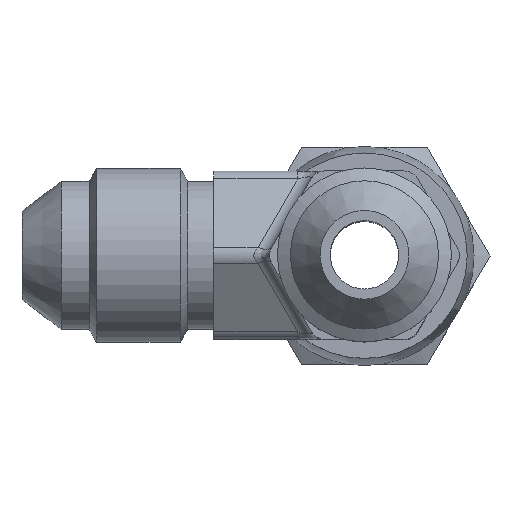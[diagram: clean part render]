
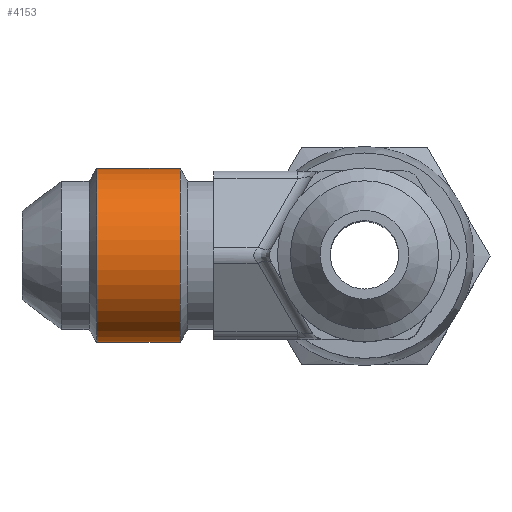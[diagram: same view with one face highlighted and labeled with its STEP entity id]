
A CAD part, top view. The second image highlights one B-rep face of the part: STEP entity #4153.
In plain terms, the highlighted cylindrical face has radius 6.35 mm (diameter 12.7 mm), a full revolution.
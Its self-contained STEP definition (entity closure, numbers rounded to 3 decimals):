
#98=CYLINDRICAL_SURFACE('',#4469,6.35);
#152=CIRCLE('',#4468,6.35);
#153=CIRCLE('',#4470,6.35);
#539=FACE_OUTER_BOUND('',#795,.T.);
#795=EDGE_LOOP('',(#3649,#3650,#3651,#3652));
#1228=LINE('',#7243,#1631);
#1631=VECTOR('',#5376,6.35);
#1989=VERTEX_POINT('',#7237);
#1990=VERTEX_POINT('',#7241);
#2553=EDGE_CURVE('',#1989,#1989,#152,.T.);
#2555=EDGE_CURVE('',#1990,#1990,#153,.T.);
#2556=EDGE_CURVE('',#1990,#1989,#1228,.T.);
#3649=ORIENTED_EDGE('',*,*,#2555,.F.);
#3650=ORIENTED_EDGE('',*,*,#2556,.T.);
#3651=ORIENTED_EDGE('',*,*,#2553,.T.);
#3652=ORIENTED_EDGE('',*,*,#2556,.F.);
#4153=ADVANCED_FACE('',(#539),#98,.T.);
#4468=AXIS2_PLACEMENT_3D('',#7238,#5369,#5370);
#4469=AXIS2_PLACEMENT_3D('',#7240,#5372,#5373);
#4470=AXIS2_PLACEMENT_3D('',#7242,#5374,#5375);
#5369=DIRECTION('center_axis',(1.,0.,0.));
#5370=DIRECTION('ref_axis',(0.,1.,0.));
#5372=DIRECTION('center_axis',(1.,0.,0.));
#5373=DIRECTION('ref_axis',(0.,1.,0.));
#5374=DIRECTION('center_axis',(1.,0.,0.));
#5375=DIRECTION('ref_axis',(0.,1.,0.));
#5376=DIRECTION('',(-1.,0.,0.));
#7237=CARTESIAN_POINT('',(-19.555,-6.35,11.001));
#7238=CARTESIAN_POINT('Origin',(-19.555,0.,
11.001));
#7240=CARTESIAN_POINT('Origin',(-16.502,0.,11.001));
#7241=CARTESIAN_POINT('',(-13.448,-6.35,11.001));
#7242=CARTESIAN_POINT('Origin',(-13.448,0.,
11.001));
#7243=CARTESIAN_POINT('',(-16.502,-6.35,11.001));
